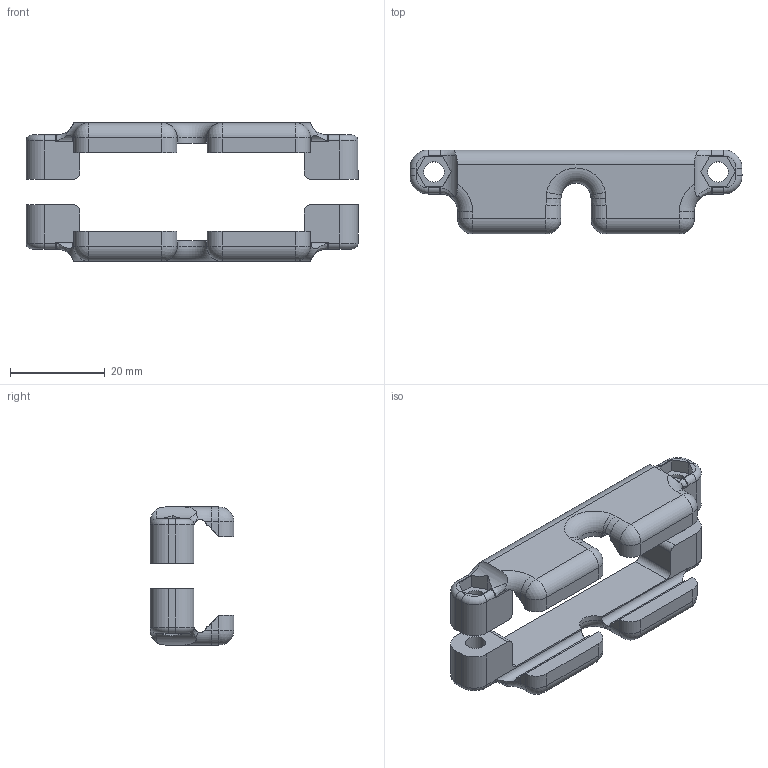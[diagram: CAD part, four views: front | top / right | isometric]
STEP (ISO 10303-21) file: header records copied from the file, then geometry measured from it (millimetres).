
FILE_DESCRIPTION(/* description */ (''),/* implementation_level */ '2;1');
FILE_NAME(/* name */ 'FAT REIN v2.step',/* time_stamp */ '2023-01-06T13:08:52-06:00',/* author */ (''),/* organization */ (''),/* preprocessor_version */ 'ST-DEVELOPER v19.2',/* originating_system */ 'Autodesk Translation Framework v11.17.0.187',/* authorisation */ '');
FILE_SCHEMA (('AUTOMOTIVE_DESIGN { 1 0 10303 214 3 1 1 }'));
Length unit declared in the file: inch
Products named in the file (1): OEM REIN
Bounding box: 70.23 x 17.73 x 29.21 mm (x, y, z)
Volume: 9643.1 mm3; surface area: 6972.5 mm2
Topology: 2 solids, 2 shells, 186 faces, 482 edges, 300 vertices
Faces by surface type: cylinder 74, plane 70, torus 22, bspline 12, sphere 8
Full cylindrical faces by diameter (mm): 4.318 x4, 6.858 x2
Entity records: 6515 total; most frequent: CARTESIAN_POINT 1941, ORIENTED_EDGE 964, DIRECTION 962, EDGE_CURVE 482, AXIS2_PLACEMENT_3D 369, VERTEX_POINT 300, LINE 224, VECTOR 224
